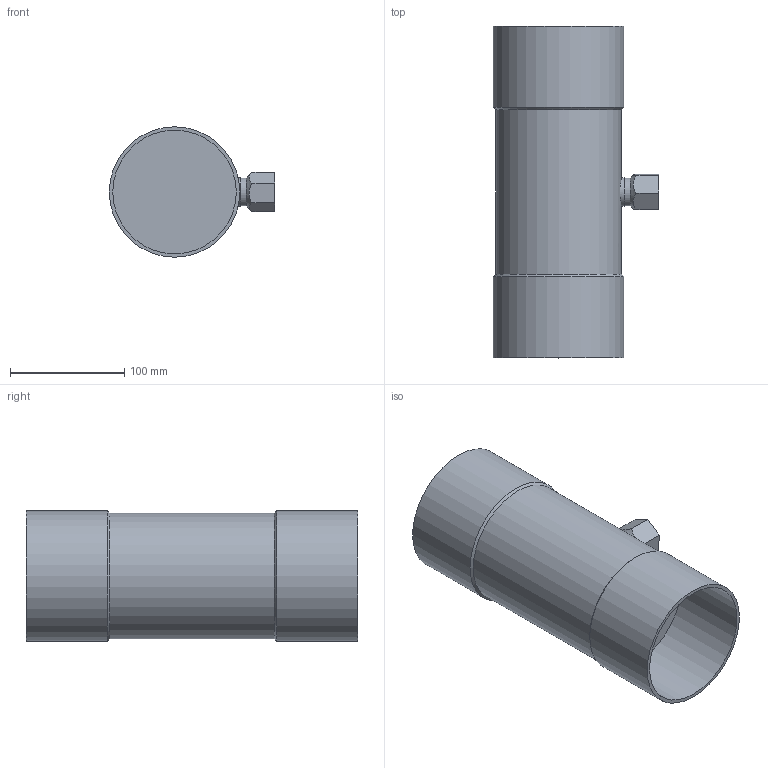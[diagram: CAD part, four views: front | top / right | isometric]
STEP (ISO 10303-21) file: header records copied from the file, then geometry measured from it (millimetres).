
FILE_DESCRIPTION( ( 'Unknown' ), '1' );
FILE_NAME( 'F12R3-4DN108.stp', 'Unknown', ( 'Unknown' ), ( 'Unknown' ), 'PSStep 14.0', 'Unknown', ' ' );
FILE_SCHEMA( ( 'AUTOMOTIVE_DESIGN { 1 0 10303 214 1 1 1 1 }' ) );
Length unit declared in the file: millimetre
Products named in the file (3): Assem1; ROSCAH3-4_24,5GEN; TDN108-25
Bounding box: 144.5 x 290 x 114 mm (x, y, z)
Volume: 3205754 mm3; surface area: 351635.6 mm2
Topology: 4 solids, 4 shells, 54 faces, 118 edges, 78 vertices
Faces by surface type: plane 26, cylinder 20, cone 8
Full cylindrical faces by diameter (mm): 21.5 x2, 24.117 x4, 24.5 x2, 25 x2, 108 x4, 110 x2, 114 x4
Entity records: 1013 total; most frequent: CARTESIAN_POINT 262, DIRECTION 108, ORIENTED_EDGE 74, AXIS2_PLACEMENT_3D 48, EDGE_LOOP 46, FACE_OUTER_BOUND 37, EDGE_CURVE 37, VERTEX_POINT 31
